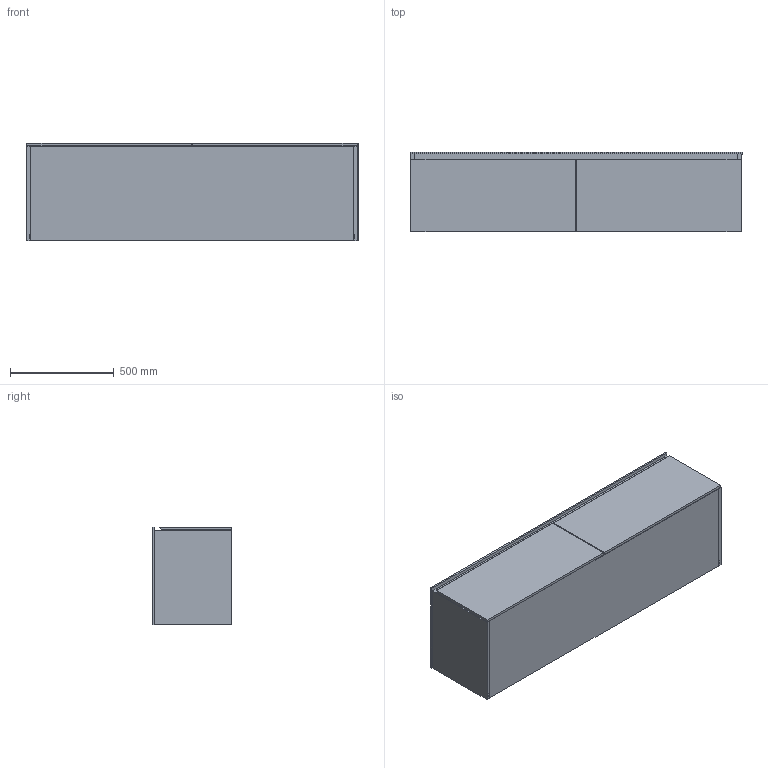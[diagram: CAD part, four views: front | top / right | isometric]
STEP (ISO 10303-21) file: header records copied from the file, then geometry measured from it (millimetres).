
FILE_DESCRIPTION (( 'STEP AP214' ), '1' );
FILE_NAME ('DWP1600375-2AUSNER-47.STEP', '2021-02-22T09:14:29', ( '' ), ( '' ), 'SwSTEP 2.0', 'SolidWorks 2020', '' );
FILE_SCHEMA (( 'AUTOMOTIVE_DESIGN' ));
Length unit declared in the file: millimetre
Products named in the file (3): DWP1600375-2AUSNER-47; DWP 1600375-2AUSNCU-47_us_MDF lackiert<Wie bearbeitet>; DWP 1600375-2AUSNCU-47_wt_Mit Hahnloch mit Schlitz｜erlauf
Assembly tree (2 placements, depth 2):
  DWP1600375-2AUSNER-47
    DWP 1600375-2AUSNCU-47_wt_Mit Hahnloch mit Schlitz｜erlauf
    DWP 1600375-2AUSNCU-47_us_MDF lackiert<Wie bearbeitet>
Bounding box: 1600 x 382 x 470 mm (x, y, z)
Volume: 63649967.6 mm3; surface area: 8624631.9 mm2
Topology: 22 solids, 22 shells, 378 faces, 930 edges, 596 vertices
Faces by surface type: plane 252, cylinder 74, bspline 40, cone 8, torus 4
Entity records: 19460 total; most frequent: CARTESIAN_POINT 10473, ORIENTED_EDGE 1860, DIRECTION 1640, EDGE_CURVE 930, VECTOR 690, LINE 690, VERTEX_POINT 596, AXIS2_PLACEMENT_3D 475
